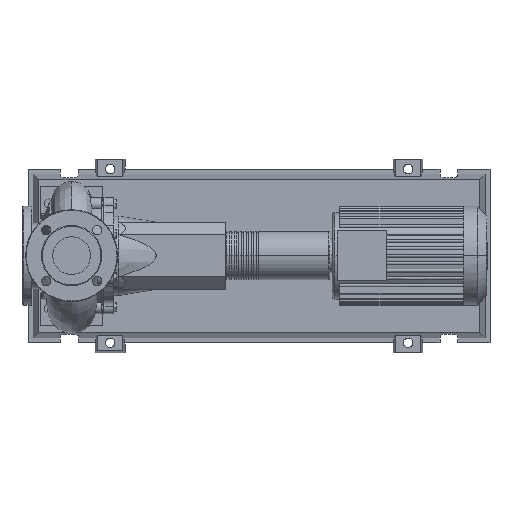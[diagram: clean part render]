
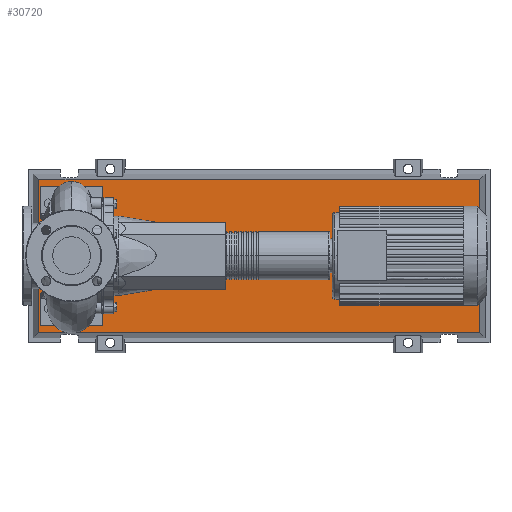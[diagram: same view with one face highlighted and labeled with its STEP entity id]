
A CAD part, top view. The second image highlights one B-rep face of the part: STEP entity #30720.
In plain terms, the highlighted planar face has unit normal (0, 0, 1).
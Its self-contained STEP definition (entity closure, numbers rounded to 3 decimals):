
#30401=CARTESIAN_POINT('',(820.792,-153.292,83.0));
#30402=VERTEX_POINT('',#30401);
#30409=CARTESIAN_POINT('',(-65.792,-153.292,83.0));
#30410=VERTEX_POINT('',#30409);
#30411=CARTESIAN_POINT('',(820.792,-153.292,83.0));
#30412=DIRECTION('',(-1.0,0.0,0.0));
#30413=VECTOR('',#30412,886.584);
#30414=LINE('',#30411,#30413);
#30415=EDGE_CURVE('',#30402,#30410,#30414,.T.);
#30633=CARTESIAN_POINT('',(820.792,153.292,83.0));
#30634=VERTEX_POINT('',#30633);
#30635=CARTESIAN_POINT('',(820.792,153.292,83.0));
#30636=DIRECTION('',(0.0,-1.0,0.0));
#30637=VECTOR('',#30636,306.584);
#30638=LINE('',#30635,#30637);
#30639=EDGE_CURVE('',#30634,#30402,#30638,.T.);
#30657=CARTESIAN_POINT('',(-65.792,153.292,83.0));
#30658=VERTEX_POINT('',#30657);
#30659=CARTESIAN_POINT('',(-65.792,-153.292,83.0));
#30660=DIRECTION('',(0.0,1.0,0.0));
#30661=VECTOR('',#30660,306.584);
#30662=LINE('',#30659,#30661);
#30663=EDGE_CURVE('',#30410,#30658,#30662,.T.);
#30696=CARTESIAN_POINT('',(-65.792,153.292,83.0));
#30697=DIRECTION('',(1.0,0.0,0.0));
#30698=VECTOR('',#30697,886.584);
#30699=LINE('',#30696,#30698);
#30700=EDGE_CURVE('',#30658,#30634,#30699,.T.);
#30709=CARTESIAN_POINT('',(377.5,0.,83.0));
#30710=DIRECTION('',(0.0,0.0,1.0));
#30711=DIRECTION('',(1.0,0.0,0.0));
#30712=AXIS2_PLACEMENT_3D('',#30709,#30710,#30711);
#30713=PLANE('',#30712);
#30714=ORIENTED_EDGE('',*,*,#30639,.F.);
#30715=ORIENTED_EDGE('',*,*,#30700,.F.);
#30716=ORIENTED_EDGE('',*,*,#30663,.F.);
#30717=ORIENTED_EDGE('',*,*,#30415,.F.);
#30718=EDGE_LOOP('',(#30714,#30715,#30716,#30717));
#30719=FACE_OUTER_BOUND('',#30718,.T.);
#30720=ADVANCED_FACE('',(#30719),#30713,.T.);
